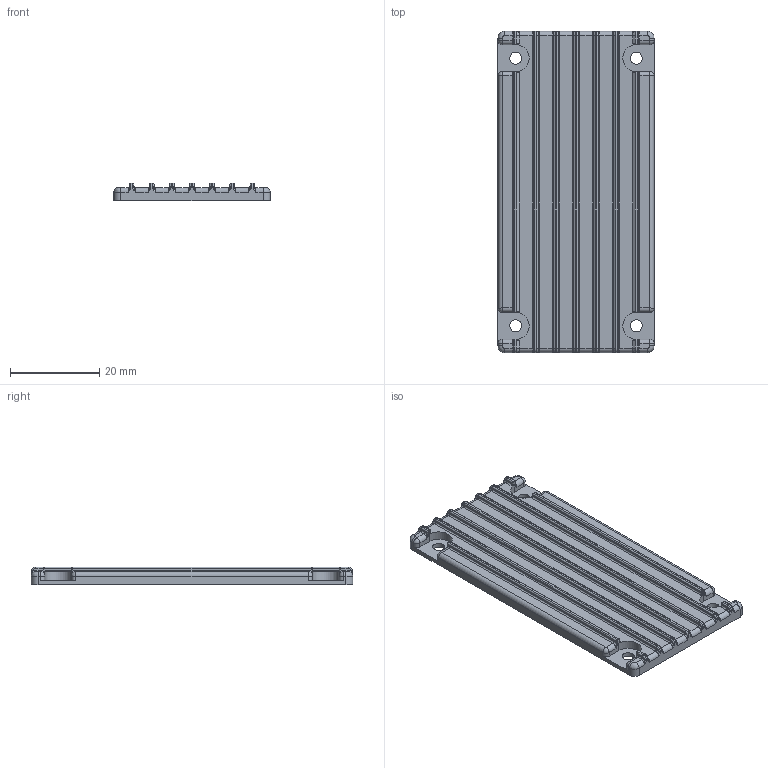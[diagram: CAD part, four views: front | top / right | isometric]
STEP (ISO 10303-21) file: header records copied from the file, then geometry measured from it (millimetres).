
FILE_DESCRIPTION (( 'STEP AP203' ), '1' );
FILE_NAME ('SIDECOVER001.STEP', '2024-10-11T12:59:03', ( '' ), ( '' ), 'SwSTEP 2.0', 'SolidWorks 2024', '' );
FILE_SCHEMA (( 'CONFIG_CONTROL_DESIGN' ));
Length unit declared in the file: millimetre
Products named in the file (1): SIDECOVER001
Bounding box: 35 x 72 x 4 mm (x, y, z)
Volume: 7657.6 mm3; surface area: 6380.4 mm2
Topology: 1 solids, 1 shells, 364 faces, 894 edges, 472 vertices
Faces by surface type: cylinder 138, torus 76, bspline 64, plane 62, sphere 24
Entity records: 11359 total; most frequent: CARTESIAN_POINT 3355, DIRECTION 1708, ORIENTED_EDGE 1668, EDGE_CURVE 834, AXIS2_PLACEMENT_3D 709, VERTEX_POINT 472, CIRCLE 408, EDGE_LOOP 372
